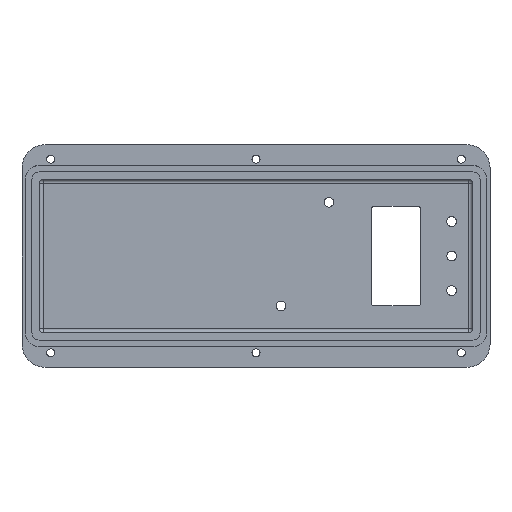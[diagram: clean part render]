
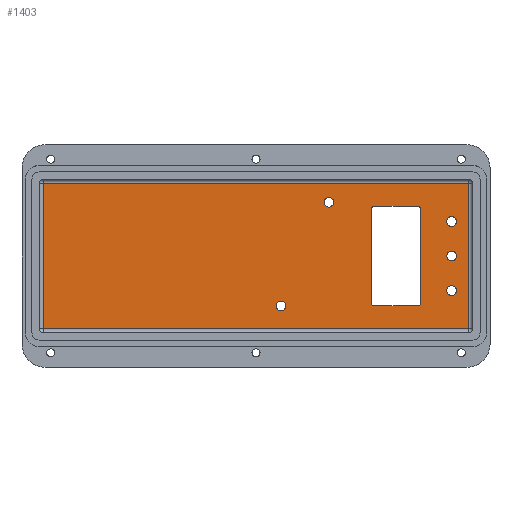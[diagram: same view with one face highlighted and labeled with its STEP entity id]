
A CAD part, top view. The second image highlights one B-rep face of the part: STEP entity #1403.
In plain terms, the highlighted planar face has unit normal (0, 0, 1).
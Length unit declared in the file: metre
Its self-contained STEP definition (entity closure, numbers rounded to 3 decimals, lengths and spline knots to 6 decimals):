
#97=LINE('',#2216,#191);
#98=LINE('',#2219,#192);
#99=LINE('',#2221,#193);
#100=LINE('',#2223,#194);
#101=LINE('',#2224,#195);
#102=LINE('',#2229,#196);
#103=LINE('',#2233,#197);
#104=LINE('',#2237,#198);
#191=VECTOR('',#1745,1.);
#192=VECTOR('',#1746,1.);
#193=VECTOR('',#1747,1.);
#194=VECTOR('',#1748,1.);
#195=VECTOR('',#1749,1.);
#196=VECTOR('',#1752,1.);
#197=VECTOR('',#1755,1.);
#198=VECTOR('',#1758,1.);
#300=ORIENTED_EDGE('',*,*,#704,.F.);
#301=ORIENTED_EDGE('',*,*,#705,.F.);
#302=ORIENTED_EDGE('',*,*,#706,.F.);
#303=ORIENTED_EDGE('',*,*,#707,.F.);
#304=ORIENTED_EDGE('',*,*,#708,.F.);
#305=ORIENTED_EDGE('',*,*,#709,.T.);
#306=ORIENTED_EDGE('',*,*,#710,.T.);
#307=ORIENTED_EDGE('',*,*,#711,.T.);
#308=ORIENTED_EDGE('',*,*,#712,.T.);
#309=ORIENTED_EDGE('',*,*,#713,.F.);
#310=ORIENTED_EDGE('',*,*,#714,.T.);
#311=ORIENTED_EDGE('',*,*,#715,.T.);
#312=ORIENTED_EDGE('',*,*,#716,.T.);
#313=ORIENTED_EDGE('',*,*,#717,.T.);
#314=ORIENTED_EDGE('',*,*,#718,.T.);
#315=ORIENTED_EDGE('',*,*,#719,.F.);
#316=ORIENTED_EDGE('',*,*,#720,.T.);
#704=EDGE_CURVE('',#906,#906,#1028,.T.);
#705=EDGE_CURVE('',#907,#907,#1029,.T.);
#706=EDGE_CURVE('',#908,#908,#1030,.T.);
#707=EDGE_CURVE('',#909,#909,#1031,.T.);
#708=EDGE_CURVE('',#910,#910,#1032,.T.);
#709=EDGE_CURVE('',#911,#912,#97,.T.);
#710=EDGE_CURVE('',#912,#913,#98,.F.);
#711=EDGE_CURVE('',#913,#914,#99,.F.);
#712=EDGE_CURVE('',#914,#911,#100,.T.);
#713=EDGE_CURVE('',#915,#916,#101,.T.);
#714=EDGE_CURVE('',#915,#917,#1033,.F.);
#715=EDGE_CURVE('',#917,#918,#102,.T.);
#716=EDGE_CURVE('',#918,#919,#1034,.F.);
#717=EDGE_CURVE('',#919,#920,#103,.T.);
#718=EDGE_CURVE('',#920,#921,#1035,.F.);
#719=EDGE_CURVE('',#922,#921,#104,.T.);
#720=EDGE_CURVE('',#922,#916,#1036,.F.);
#906=VERTEX_POINT('',#2207);
#907=VERTEX_POINT('',#2209);
#908=VERTEX_POINT('',#2211);
#909=VERTEX_POINT('',#2213);
#910=VERTEX_POINT('',#2215);
#911=VERTEX_POINT('',#2217);
#912=VERTEX_POINT('',#2218);
#913=VERTEX_POINT('',#2220);
#914=VERTEX_POINT('',#2222);
#915=VERTEX_POINT('',#2225);
#916=VERTEX_POINT('',#2226);
#917=VERTEX_POINT('',#2228);
#918=VERTEX_POINT('',#2230);
#919=VERTEX_POINT('',#2232);
#920=VERTEX_POINT('',#2234);
#921=VERTEX_POINT('',#2236);
#922=VERTEX_POINT('',#2238);
#1028=CIRCLE('',#1520,0.00125);
#1029=CIRCLE('',#1521,0.00125);
#1030=CIRCLE('',#1522,0.00125);
#1031=CIRCLE('',#1523,0.00125);
#1032=CIRCLE('',#1524,0.00125);
#1033=CIRCLE('',#1525,0.001);
#1034=CIRCLE('',#1526,0.001);
#1035=CIRCLE('',#1527,0.001);
#1036=CIRCLE('',#1528,0.001);
#1114=EDGE_LOOP('',(#300));
#1115=EDGE_LOOP('',(#301));
#1116=EDGE_LOOP('',(#302));
#1117=EDGE_LOOP('',(#303));
#1118=EDGE_LOOP('',(#304));
#1119=EDGE_LOOP('',(#305,#306,#307,#308));
#1120=EDGE_LOOP('',(#309,#310,#311,#312,#313,#314,#315,#316));
#1246=FACE_BOUND('',#1114,.T.);
#1247=FACE_BOUND('',#1115,.T.);
#1248=FACE_BOUND('',#1116,.T.);
#1249=FACE_BOUND('',#1117,.T.);
#1250=FACE_BOUND('',#1118,.T.);
#1251=FACE_BOUND('',#1119,.T.);
#1252=FACE_BOUND('',#1120,.T.);
#1372=PLANE('',#1519);
#1403=ADVANCED_FACE('',(#1246,#1247,#1248,#1249,#1250,#1251,#1252),#1372,
 .T.);
#1519=AXIS2_PLACEMENT_3D('',#2205,#1733,#1734);
#1520=AXIS2_PLACEMENT_3D('',#2206,#1735,#1736);
#1521=AXIS2_PLACEMENT_3D('',#2208,#1737,#1738);
#1522=AXIS2_PLACEMENT_3D('',#2210,#1739,#1740);
#1523=AXIS2_PLACEMENT_3D('',#2212,#1741,#1742);
#1524=AXIS2_PLACEMENT_3D('',#2214,#1743,#1744);
#1525=AXIS2_PLACEMENT_3D('',#2227,#1750,#1751);
#1526=AXIS2_PLACEMENT_3D('',#2231,#1753,#1754);
#1527=AXIS2_PLACEMENT_3D('',#2235,#1756,#1757);
#1528=AXIS2_PLACEMENT_3D('',#2239,#1759,#1760);
#1733=DIRECTION('',(0.,0.,1.));
#1734=DIRECTION('',(1.,0.,0.));
#1735=DIRECTION('',(0.,0.,1.));
#1736=DIRECTION('',(1.,0.,0.));
#1737=DIRECTION('',(0.,0.,1.));
#1738=DIRECTION('',(1.,0.,0.));
#1739=DIRECTION('',(0.,0.,1.));
#1740=DIRECTION('',(1.,0.,0.));
#1741=DIRECTION('',(0.,0.,1.));
#1742=DIRECTION('',(1.,0.,0.));
#1743=DIRECTION('',(0.,0.,1.));
#1744=DIRECTION('',(1.,0.,0.));
#1745=DIRECTION('',(0.,1.,0.));
#1746=DIRECTION('',(1.,0.,0.));
#1747=DIRECTION('',(0.,1.,0.));
#1748=DIRECTION('',(1.,0.,0.));
#1749=DIRECTION('',(-1.,0.,0.));
#1750=DIRECTION('',(0.,0.,1.));
#1751=DIRECTION('',(1.,0.,0.));
#1752=DIRECTION('',(0.,-1.,0.));
#1753=DIRECTION('',(0.,0.,1.));
#1754=DIRECTION('',(1.,0.,0.));
#1755=DIRECTION('',(-1.,0.,0.));
#1756=DIRECTION('',(0.,0.,1.));
#1757=DIRECTION('',(1.,0.,0.));
#1758=DIRECTION('',(0.,-1.,0.));
#1759=DIRECTION('',(0.,0.,1.));
#1760=DIRECTION('',(1.,0.,0.));
#2205=CARTESIAN_POINT('',(0.,0.,-0.01865));
#2206=CARTESIAN_POINT('',(0.019,0.014,-0.01865));
#2207=CARTESIAN_POINT('',(0.02025,0.014,-0.01865));
#2208=CARTESIAN_POINT('',(0.051,0.009,-0.01865));
#2209=CARTESIAN_POINT('',(0.05225,0.009,-0.01865));
#2210=CARTESIAN_POINT('',(0.051,0.,-0.01865));
#2211=CARTESIAN_POINT('',(0.05225,0.,-0.01865));
#2212=CARTESIAN_POINT('',(0.051,-0.009,-0.01865));
#2213=CARTESIAN_POINT('',(0.05225,-0.009,-0.01865));
#2214=CARTESIAN_POINT('',(0.0065,-0.013,-0.01865));
#2215=CARTESIAN_POINT('',(0.00775,-0.013,-0.01865));
#2216=CARTESIAN_POINT('',(0.0555,0.,-0.01865));
#2217=CARTESIAN_POINT('',(0.0555,-0.019,-0.01865));
#2218=CARTESIAN_POINT('',(0.0555,0.019,-0.01865));
#2219=CARTESIAN_POINT('',(-0.0565,0.019,-0.01865));
#2220=CARTESIAN_POINT('',(-0.0555,0.019,-0.01865));
#2221=CARTESIAN_POINT('',(-0.0555,-0.02,-0.01865));
#2222=CARTESIAN_POINT('',(-0.0555,-0.019,-0.01865));
#2223=CARTESIAN_POINT('',(0.,-0.019,-0.01865));
#2224=CARTESIAN_POINT('',(0.,0.013,-0.01865));
#2225=CARTESIAN_POINT('',(0.042,0.013,-0.01865));
#2226=CARTESIAN_POINT('',(0.031,0.013,-0.01865));
#2227=CARTESIAN_POINT('',(0.042,0.012,-0.01865));
#2228=CARTESIAN_POINT('',(0.043,0.012,-0.01865));
#2229=CARTESIAN_POINT('',(0.043,0.,-0.01865));
#2230=CARTESIAN_POINT('',(0.043,-0.012,-0.01865));
#2231=CARTESIAN_POINT('',(0.042,-0.012,-0.01865));
#2232=CARTESIAN_POINT('',(0.042,-0.013,-0.01865));
#2233=CARTESIAN_POINT('',(0.,-0.013,-0.01865));
#2234=CARTESIAN_POINT('',(0.031,-0.013,-0.01865));
#2235=CARTESIAN_POINT('',(0.031,-0.012,-0.01865));
#2236=CARTESIAN_POINT('',(0.03,-0.012,-0.01865));
#2237=CARTESIAN_POINT('',(0.03,0.,-0.01865));
#2238=CARTESIAN_POINT('',(0.03,0.012,-0.01865));
#2239=CARTESIAN_POINT('',(0.031,0.012,-0.01865));
